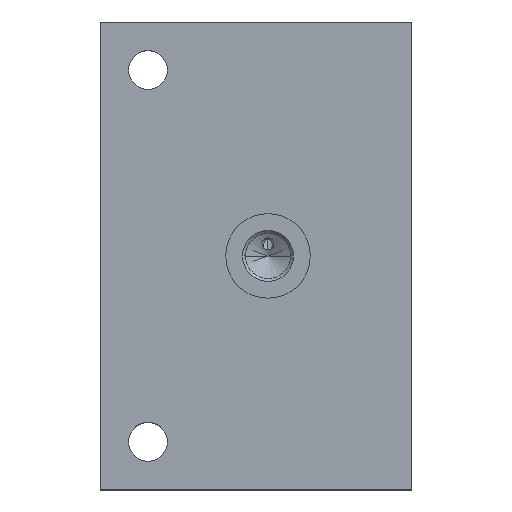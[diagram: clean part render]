
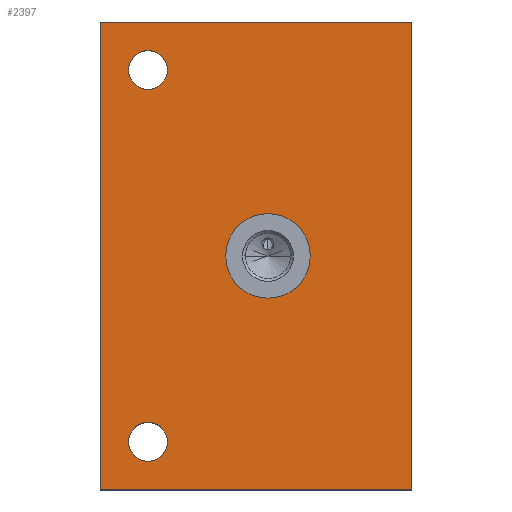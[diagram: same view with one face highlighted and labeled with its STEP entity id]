
A CAD part, top view. The second image highlights one B-rep face of the part: STEP entity #2397.
In plain terms, the highlighted planar face has unit normal (0, 0, 1).
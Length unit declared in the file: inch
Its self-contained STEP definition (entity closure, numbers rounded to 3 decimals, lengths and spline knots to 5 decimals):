
#113=DIRECTION('',(0.,-1.,0.));
#114=VECTOR('',#113,4.875);
#115=CARTESIAN_POINT('',(0.,0.,1.5));
#116=LINE('',#115,#114);
#117=DIRECTION('',(-1.,0.,0.));
#118=VECTOR('',#117,3.25);
#119=CARTESIAN_POINT('',(3.25,0.,1.5));
#120=LINE('',#119,#118);
#121=DIRECTION('',(0.,1.,0.));
#122=VECTOR('',#121,4.875);
#123=CARTESIAN_POINT('',(3.25,-4.875,1.5));
#124=LINE('',#123,#122);
#125=DIRECTION('',(1.,0.,0.));
#126=VECTOR('',#125,3.25);
#127=CARTESIAN_POINT('',(0.,-4.875,1.5));
#128=LINE('',#127,#126);
#129=CARTESIAN_POINT('',(0.5,-0.5,1.5));
#130=DIRECTION('',(0.,0.,-1.));
#131=DIRECTION('',(-1.,0.,0.));
#132=AXIS2_PLACEMENT_3D('',#129,#130,#131);
#134=CARTESIAN_POINT('',(0.5,-0.5,1.5));
#135=DIRECTION('',(0.,0.,-1.));
#136=DIRECTION('',(1.,0.,0.));
#137=AXIS2_PLACEMENT_3D('',#134,#135,#136);
#139=CARTESIAN_POINT('',(0.5,-4.375,1.5));
#140=DIRECTION('',(0.,0.,-1.));
#141=DIRECTION('',(-1.,0.,0.));
#142=AXIS2_PLACEMENT_3D('',#139,#140,#141);
#144=CARTESIAN_POINT('',(0.5,-4.375,1.5));
#145=DIRECTION('',(0.,0.,-1.));
#146=DIRECTION('',(1.,0.,0.));
#147=AXIS2_PLACEMENT_3D('',#144,#145,#146);
#149=CARTESIAN_POINT('',(1.75,-2.438,1.5));
#150=DIRECTION('',(0.,0.,-1.));
#151=DIRECTION('',(-1.,0.,0.));
#152=AXIS2_PLACEMENT_3D('',#149,#150,#151);
#154=CARTESIAN_POINT('',(1.75,-2.438,1.5));
#155=DIRECTION('',(0.,0.,-1.));
#156=DIRECTION('',(1.,0.,0.));
#157=AXIS2_PLACEMENT_3D('',#154,#155,#156);
#1962=CARTESIAN_POINT('',(0.,0.,1.5));
#1963=CARTESIAN_POINT('',(0.,-4.875,1.5));
#1964=VERTEX_POINT('',#1962);
#1965=VERTEX_POINT('',#1963);
#1966=CARTESIAN_POINT('',(3.25,-4.875,1.5));
#1967=VERTEX_POINT('',#1966);
#1968=CARTESIAN_POINT('',(3.25,0.,1.5));
#1969=VERTEX_POINT('',#1968);
#1970=CARTESIAN_POINT('',(0.297,-0.5,1.5));
#1971=CARTESIAN_POINT('',(0.703,-0.5,1.5));
#1972=VERTEX_POINT('',#1970);
#1973=VERTEX_POINT('',#1971);
#1974=CARTESIAN_POINT('',(0.297,-4.375,1.5));
#1975=CARTESIAN_POINT('',(0.703,-4.375,1.5));
#1976=VERTEX_POINT('',#1974);
#1977=VERTEX_POINT('',#1975);
#2000=CARTESIAN_POINT('',(1.31,-2.438,1.5));
#2001=CARTESIAN_POINT('',(2.19,-2.438,1.5));
#2002=VERTEX_POINT('',#2000);
#2003=VERTEX_POINT('',#2001);
#2368=CARTESIAN_POINT('',(0.,0.,1.5));
#2369=DIRECTION('',(0.,0.,1.));
#2370=DIRECTION('',(1.,0.,0.));
#2371=AXIS2_PLACEMENT_3D('',#2368,#2369,#2370);
#2372=PLANE('',#2371);
#2373=ORIENTED_EDGE('',*,*,#2284,.F.);
#2374=ORIENTED_EDGE('',*,*,#2311,.F.);
#2375=ORIENTED_EDGE('',*,*,#2331,.F.);
#2376=ORIENTED_EDGE('',*,*,#2356,.F.);
#2377=EDGE_LOOP('',(#2373,#2374,#2375,#2376));
#2378=FACE_OUTER_BOUND('',#2377,.F.);
#2380=ORIENTED_EDGE('',*,*,#2379,.F.);
#2382=ORIENTED_EDGE('',*,*,#2381,.F.);
#2383=EDGE_LOOP('',(#2380,#2382));
#2384=FACE_BOUND('',#2383,.F.);
#2386=ORIENTED_EDGE('',*,*,#2385,.F.);
#2388=ORIENTED_EDGE('',*,*,#2387,.F.);
#2389=EDGE_LOOP('',(#2386,#2388));
#2390=FACE_BOUND('',#2389,.F.);
#2392=ORIENTED_EDGE('',*,*,#2391,.F.);
#2394=ORIENTED_EDGE('',*,*,#2393,.F.);
#2395=EDGE_LOOP('',(#2392,#2394));
#2396=FACE_BOUND('',#2395,.F.);
#2397=ADVANCED_FACE('',(#2378,#2384,#2390,#2396),#2372,.T.);
#133=CIRCLE('',#132,0.203);
#138=CIRCLE('',#137,0.203);
#143=CIRCLE('',#142,0.203);
#148=CIRCLE('',#147,0.203);
#153=CIRCLE('',#152,0.44);
#158=CIRCLE('',#157,0.44);
#2284=EDGE_CURVE('',#1964,#1965,#116,.T.);
#2311=EDGE_CURVE('',#1969,#1964,#120,.T.);
#2331=EDGE_CURVE('',#1967,#1969,#124,.T.);
#2356=EDGE_CURVE('',#1965,#1967,#128,.T.);
#2379=EDGE_CURVE('',#1972,#1973,#133,.T.);
#2381=EDGE_CURVE('',#1973,#1972,#138,.T.);
#2385=EDGE_CURVE('',#1976,#1977,#143,.T.);
#2387=EDGE_CURVE('',#1977,#1976,#148,.T.);
#2391=EDGE_CURVE('',#2002,#2003,#153,.T.);
#2393=EDGE_CURVE('',#2003,#2002,#158,.T.);
